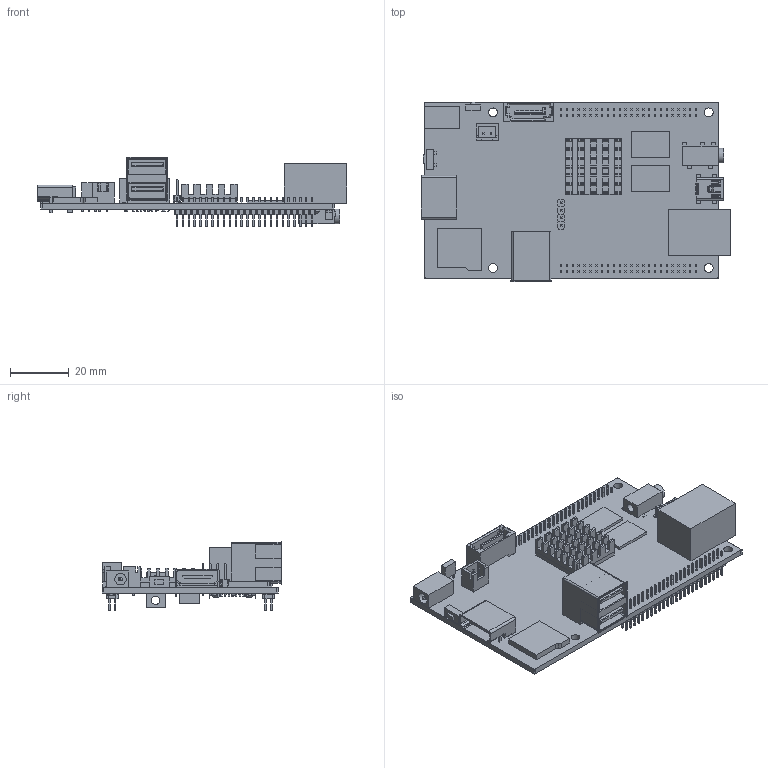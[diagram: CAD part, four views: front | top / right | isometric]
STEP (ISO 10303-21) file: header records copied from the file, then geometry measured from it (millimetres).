
FILE_DESCRIPTION(('FreeCAD Model'),'2;1');
FILE_NAME('cubieboard2.step','2015-02-23T22:42:53',('FreeCAD'),( 'FreeCAD'),'Open CASCADE STEP processor 6.7','FreeCAD','Unknown');
FILE_SCHEMA(('AUTOMOTIVE_DESIGN_CC2 { 1 2 10303 214 -1 1 5 4 }'));
Length unit declared in the file: millimetre
Products named in the file (22): pcb; Sketch002; Sata; Sketch003; USB-type-A; Pad001; Pad002; SD-card; Ethernet; IR; FEL; Heat-sink; DC5V-2A; Button; 3-5mm-audio-jack-2; TTL; GPIO-2x24-2mm-pitch; Sata_5V; 3-5mm-audio-jack; HDMI; GPIO-2x24-2mm-pitch-bis; micro-usb-b-male
Bounding box: 105.45 x 61.3 x 23.59 mm (x, y, z)
Volume: 48218 mm3; surface area: 53712.9 mm2
Topology: 33 solids, 33 shells, 4166 faces, 10141 edges, 6296 vertices
Faces by surface type: plane 3825, cylinder 263, cone 39, bspline 33, torus 4, revolution 2
Full cylindrical faces by diameter (mm): 0.45 x7, 0.5 x16, 0.6 x8, 0.8 x2, 1.15 x2, 1.3 x1, 3 x14, 3.9 x1, 5 x2
Entity records: 252050 total; most frequent: CARTESIAN_POINT 44391, DIRECTION 38518, LINE 28844, VECTOR 28844, ORIENTED_EDGE 20258, PCURVE 20258, DEFINITIONAL_REPRESENTATION 20258, EDGE_CURVE 10129
